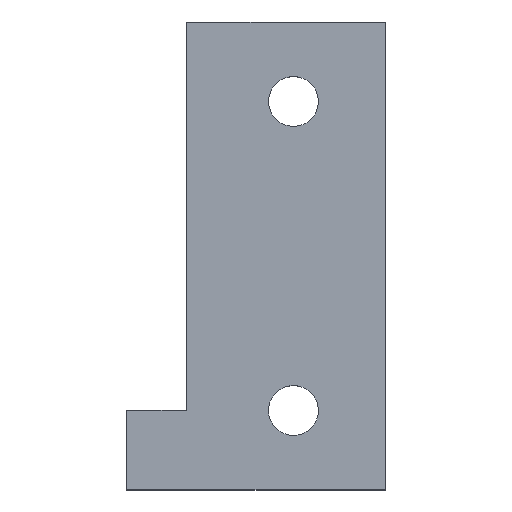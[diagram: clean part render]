
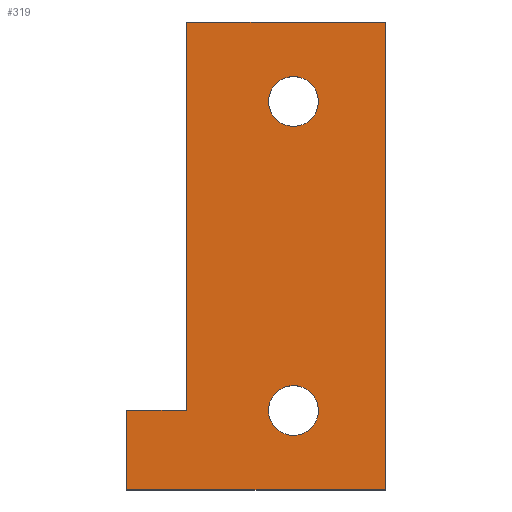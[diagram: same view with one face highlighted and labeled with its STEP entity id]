
A CAD part, top view. The second image highlights one B-rep face of the part: STEP entity #319.
In plain terms, the highlighted planar face has unit normal (0, 0, 1).
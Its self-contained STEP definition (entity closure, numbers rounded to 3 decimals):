
#15=FACE_BOUND('',#56,.T.);
#16=FACE_BOUND('',#57,.T.);
#19=CIRCLE('',#349,1.25);
#21=CIRCLE('',#352,1.25);
#39=FACE_OUTER_BOUND('',#55,.T.);
#55=EDGE_LOOP('',(#267,#268,#269,#270,#271,#272,#273,#274));
#56=EDGE_LOOP('',(#275));
#57=EDGE_LOOP('',(#276));
#76=LINE('',#487,#114);
#79=LINE('',#493,#117);
#82=LINE('',#499,#120);
#85=LINE('',#505,#123);
#89=LINE('',#512,#127);
#92=LINE('',#518,#130);
#95=LINE('',#524,#133);
#98=LINE('',#528,#136);
#114=VECTOR('',#403,10.);
#117=VECTOR('',#408,10.);
#120=VECTOR('',#413,10.);
#123=VECTOR('',#418,10.);
#127=VECTOR('',#424,10.);
#130=VECTOR('',#429,10.);
#133=VECTOR('',#434,10.);
#136=VECTOR('',#439,10.);
#145=VERTEX_POINT('',#469);
#147=VERTEX_POINT('',#475);
#151=VERTEX_POINT('',#484);
#152=VERTEX_POINT('',#486);
#154=VERTEX_POINT('',#492);
#156=VERTEX_POINT('',#498);
#158=VERTEX_POINT('',#504);
#160=VERTEX_POINT('',#511);
#162=VERTEX_POINT('',#517);
#164=VERTEX_POINT('',#523);
#176=EDGE_CURVE('',#145,#145,#19,.T.);
#179=EDGE_CURVE('',#147,#147,#21,.T.);
#184=EDGE_CURVE('',#152,#151,#76,.T.);
#187=EDGE_CURVE('',#154,#152,#79,.T.);
#190=EDGE_CURVE('',#156,#154,#82,.T.);
#193=EDGE_CURVE('',#158,#156,#85,.T.);
#197=EDGE_CURVE('',#160,#158,#89,.T.);
#200=EDGE_CURVE('',#162,#160,#92,.T.);
#203=EDGE_CURVE('',#164,#162,#95,.T.);
#206=EDGE_CURVE('',#151,#164,#98,.T.);
#267=ORIENTED_EDGE('',*,*,#206,.T.);
#268=ORIENTED_EDGE('',*,*,#203,.T.);
#269=ORIENTED_EDGE('',*,*,#200,.T.);
#270=ORIENTED_EDGE('',*,*,#197,.T.);
#271=ORIENTED_EDGE('',*,*,#193,.T.);
#272=ORIENTED_EDGE('',*,*,#190,.T.);
#273=ORIENTED_EDGE('',*,*,#187,.T.);
#274=ORIENTED_EDGE('',*,*,#184,.T.);
#275=ORIENTED_EDGE('',*,*,#179,.T.);
#276=ORIENTED_EDGE('',*,*,#176,.T.);
#303=PLANE('',#362);
#319=ADVANCED_FACE('',(#39,#15,#16),#303,.T.);
#349=AXIS2_PLACEMENT_3D('',#470,#387,#388);
#352=AXIS2_PLACEMENT_3D('',#476,#394,#395);
#362=AXIS2_PLACEMENT_3D('',#529,#440,#441);
#387=DIRECTION('center_axis',(0.,0.,-1.));
#388=DIRECTION('ref_axis',(-1.,-0.01,0.));
#394=DIRECTION('center_axis',(0.,0.,-1.));
#395=DIRECTION('ref_axis',(-1.,0.,0.));
#403=DIRECTION('',(0.,-1.,0.));
#408=DIRECTION('',(-1.,0.,0.));
#413=DIRECTION('',(0.,-1.,0.));
#418=DIRECTION('',(-1.,0.,0.));
#424=DIRECTION('',(0.,1.,0.));
#429=DIRECTION('',(1.,0.,0.));
#434=DIRECTION('',(0.,-1.,0.));
#439=DIRECTION('',(-1.,0.,0.));
#440=DIRECTION('center_axis',(0.,0.,1.));
#441=DIRECTION('ref_axis',(1.,0.,0.));
#469=CARTESIAN_POINT('',(1.631,-7.75,2.));
#470=CARTESIAN_POINT('Origin',(0.381,-7.762,2.));
#475=CARTESIAN_POINT('',(1.631,7.759,2.));
#476=CARTESIAN_POINT('Origin',(0.381,7.759,2.));
#484=CARTESIAN_POINT('',(-5.,-7.75,2.));
#486=CARTESIAN_POINT('',(-5.,-3.773,2.));
#487=CARTESIAN_POINT('',(-5.,-3.773,2.));
#492=CARTESIAN_POINT('',(-4.975,-3.773,2.));
#493=CARTESIAN_POINT('',(5.,-3.773,2.));
#498=CARTESIAN_POINT('',(-4.975,11.75,2.));
#499=CARTESIAN_POINT('',(-4.975,11.75,2.));
#504=CARTESIAN_POINT('',(5.,11.75,2.));
#505=CARTESIAN_POINT('',(5.,11.75,2.));
#511=CARTESIAN_POINT('',(5.,-11.75,2.));
#512=CARTESIAN_POINT('',(5.,-11.75,2.));
#517=CARTESIAN_POINT('',(-8.,-11.75,2.));
#518=CARTESIAN_POINT('',(-8.,-11.75,2.));
#523=CARTESIAN_POINT('',(-8.,-7.75,2.));
#524=CARTESIAN_POINT('',(-8.,-7.75,2.));
#528=CARTESIAN_POINT('',(-5.,-7.75,2.));
#529=CARTESIAN_POINT('Origin',(-1.5,0.,2.));
